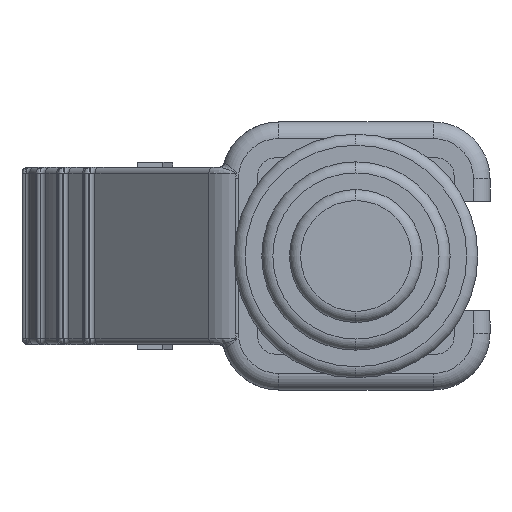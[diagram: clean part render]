
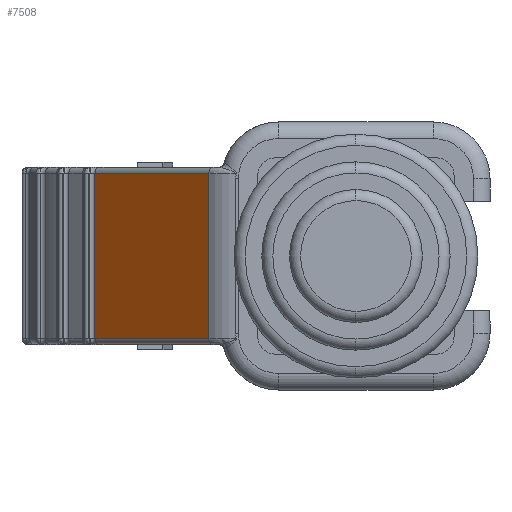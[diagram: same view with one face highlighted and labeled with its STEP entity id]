
A CAD part, left-side view. The second image highlights one B-rep face of the part: STEP entity #7508.
In plain terms, the highlighted planar face has unit normal (-0.707, 0.707, 0).
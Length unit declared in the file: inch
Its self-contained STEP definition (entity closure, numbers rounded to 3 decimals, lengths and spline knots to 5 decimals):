
#3 = EDGE_CURVE ( 'NONE', #8145, #4562, #4367, .T. ) ;
#121 = CARTESIAN_POINT ( 'NONE',  ( -0.11181, 0.23558, 0.0748 ) ) ;
#855 = PLANE ( 'NONE',  #6609 ) ;
#1118 = VECTOR ( 'NONE', #5297, 39.37008 ) ;
#1141 = EDGE_CURVE ( 'NONE', #8145, #8088, #7655, .T. ) ;
#1436 = ORIENTED_EDGE ( 'NONE', *, *, #8049, .T. ) ;
#1848 = LINE ( 'NONE', #3342, #4599 ) ;
#2430 = CARTESIAN_POINT ( 'NONE',  ( -0.21465, 0.13274, -0.0748 ) ) ;
#2583 = CARTESIAN_POINT ( 'NONE',  ( -0.21465, 0.13274, -0.0748 ) ) ;
#2699 = CARTESIAN_POINT ( 'NONE',  ( -0.21465, 0.13274, 0.07992 ) ) ;
#2801 = VECTOR ( 'NONE', #7128, 39.37008 ) ;
#2922 = ORIENTED_EDGE ( 'NONE', *, *, #5488, .T. ) ;
#3342 = CARTESIAN_POINT ( 'NONE',  ( -0.11181, 0.23558, 0.07992 ) ) ;
#3496 = ORIENTED_EDGE ( 'NONE', *, *, #1141, .T. ) ;
#3950 = DIRECTION ( 'NONE',  ( 0., 0., -1. ) ) ;
#4012 = CARTESIAN_POINT ( 'NONE',  ( -0.11181, 0.23558, 0.0748 ) ) ;
#4367 = LINE ( 'NONE', #2699, #8321 ) ;
#4562 = VERTEX_POINT ( 'NONE', #2430 ) ;
#4599 = VECTOR ( 'NONE', #3950, 39.37008 ) ;
#5297 = DIRECTION ( 'NONE',  ( 0.707, 0.707, 0. ) ) ;
#5439 = DIRECTION ( 'NONE',  ( 0.707, 0.707, 0. ) ) ;
#5488 = EDGE_CURVE ( 'NONE', #8180, #4562, #6290, .T. ) ;
#5520 = CARTESIAN_POINT ( 'NONE',  ( -0.21465, 0.13274, 0.07992 ) ) ;
#5888 = DIRECTION ( 'NONE',  ( 0., 0., -1. ) ) ;
#6290 = LINE ( 'NONE', #2583, #2801 ) ;
#6391 = EDGE_LOOP ( 'NONE', ( #7633, #3496, #1436, #2922 ) ) ;
#6450 = FACE_OUTER_BOUND ( 'NONE', #6391, .T. ) ;
#6609 = AXIS2_PLACEMENT_3D ( 'NONE', #5520, #6724, #5439 ) ;
#6724 = DIRECTION ( 'NONE',  ( 0.707, -0.707, 0. ) ) ;
#6727 = CARTESIAN_POINT ( 'NONE',  ( -0.11181, 0.23558, -0.0748 ) ) ;
#7128 = DIRECTION ( 'NONE',  ( -0.707, -0.707, 0. ) ) ;
#7385 = CARTESIAN_POINT ( 'NONE',  ( -0.21465, 0.13274, 0.0748 ) ) ;
#7508 = ADVANCED_FACE ( 'NONE', ( #6450 ), #855, .F. ) ;
#7633 = ORIENTED_EDGE ( 'NONE', *, *, #3, .F. ) ;
#7655 = LINE ( 'NONE', #121, #1118 ) ;
#8049 = EDGE_CURVE ( 'NONE', #8088, #8180, #1848, .T. ) ;
#8088 = VERTEX_POINT ( 'NONE', #4012 ) ;
#8145 = VERTEX_POINT ( 'NONE', #7385 ) ;
#8180 = VERTEX_POINT ( 'NONE', #6727 ) ;
#8321 = VECTOR ( 'NONE', #5888, 39.37008 ) ;
